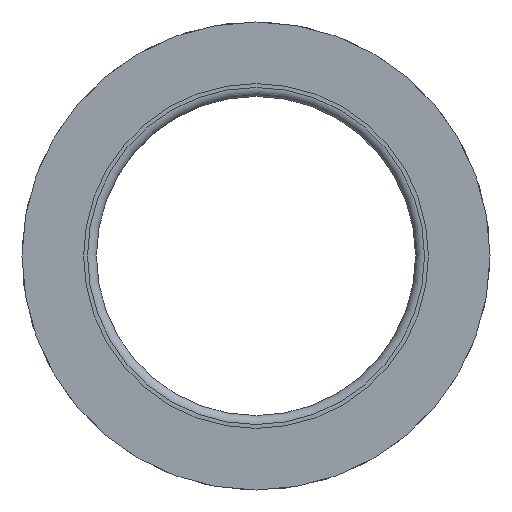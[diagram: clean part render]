
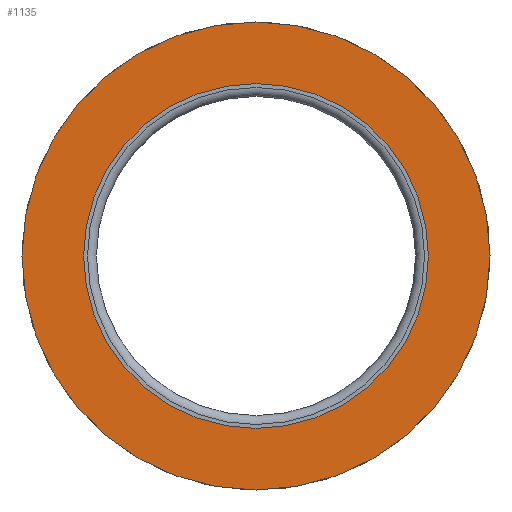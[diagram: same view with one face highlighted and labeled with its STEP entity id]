
A CAD part, left-side view. The second image highlights one B-rep face of the part: STEP entity #1135.
In plain terms, the highlighted face is planar.
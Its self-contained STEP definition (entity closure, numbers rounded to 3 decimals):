
#192 = DIRECTION ( 'NONE',  ( 0., 0., 1. ) ) ;
#256 = DIRECTION ( 'NONE',  ( 0., 0., 1. ) ) ;
#320 = VERTEX_POINT ( 'NONE', #1543 ) ;
#324 = VERTEX_POINT ( 'NONE', #706 ) ;
#385 = AXIS2_PLACEMENT_3D ( 'NONE', #1449, #256, #1070 ) ;
#583 = DIRECTION ( 'NONE',  ( 1., 0., 0. ) ) ;
#706 = CARTESIAN_POINT ( 'NONE',  ( 35., 0., 0. ) ) ;
#835 = ORIENTED_EDGE ( 'NONE', *, *, #2008, .T. ) ;
#884 = DIRECTION ( 'NONE',  ( 0., 0., -1. ) ) ;
#1070 = DIRECTION ( 'NONE',  ( 1., 0., 0. ) ) ;
#1071 = EDGE_LOOP ( 'NONE', ( #835 ) ) ;
#1135 = ADVANCED_FACE ( 'NONE', ( #2544, #1324 ), #2079, .T. ) ;
#1324 = FACE_OUTER_BOUND ( 'NONE', #1564, .T. ) ;
#1375 = EDGE_CURVE ( 'NONE', #320, #320, #2366, .T. ) ;
#1449 = CARTESIAN_POINT ( 'NONE',  ( 0., 0., 0. ) ) ;
#1543 = CARTESIAN_POINT ( 'NONE',  ( 47.5, 0., 0. ) ) ;
#1564 = EDGE_LOOP ( 'NONE', ( #2137 ) ) ;
#1869 = AXIS2_PLACEMENT_3D ( 'NONE', #1968, #192, #583 ) ;
#1968 = CARTESIAN_POINT ( 'NONE',  ( 0., 0., 0. ) ) ;
#2008 = EDGE_CURVE ( 'NONE', #324, #324, #2523, .T. ) ;
#2059 = CARTESIAN_POINT ( 'NONE',  ( 47.5, 0., 0. ) ) ;
#2065 = DIRECTION ( 'NONE',  ( -1., 0., 0. ) ) ;
#2079 = PLANE ( 'NONE',  #2261 ) ;
#2137 = ORIENTED_EDGE ( 'NONE', *, *, #1375, .F. ) ;
#2261 = AXIS2_PLACEMENT_3D ( 'NONE', #2059, #884, #2065 ) ;
#2366 = CIRCLE ( 'NONE', #1869, 47.5 ) ;
#2523 = CIRCLE ( 'NONE', #385, 35. ) ;
#2544 = FACE_BOUND ( 'NONE', #1071, .T. ) ;
